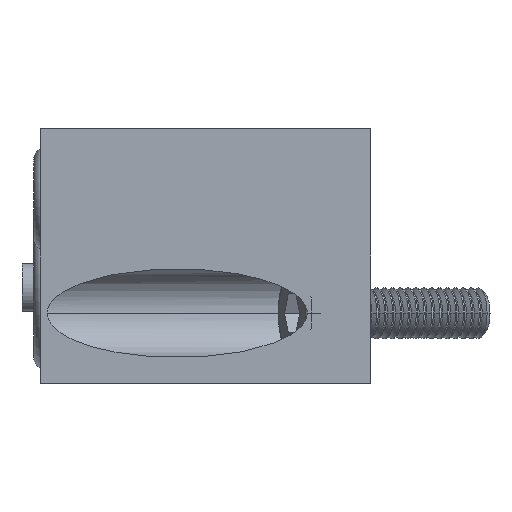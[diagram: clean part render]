
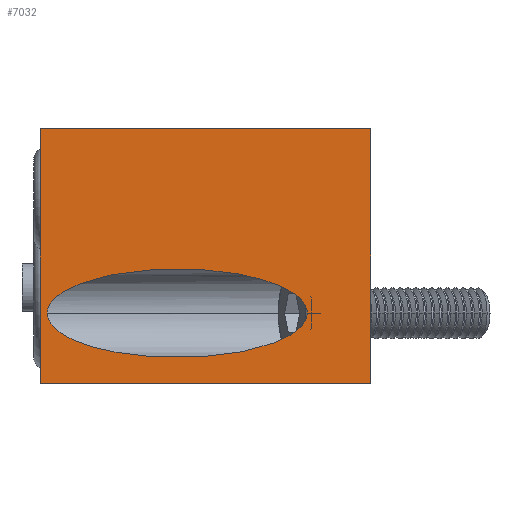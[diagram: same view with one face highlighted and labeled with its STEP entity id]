
A CAD part, left-side view. The second image highlights one B-rep face of the part: STEP entity #7032.
In plain terms, the highlighted planar face has unit normal (-1, 0, 0).
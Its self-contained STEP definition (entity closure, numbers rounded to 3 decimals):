
#205 = DIRECTION ( 'NONE',  ( 0., 0., -1. ) ) ;
#295 = LINE ( 'NONE', #7229, #6749 ) ;
#308 = CARTESIAN_POINT ( 'NONE',  ( 7.327, 41.716, 65.002 ) ) ;
#400 = ORIENTED_EDGE ( 'NONE', *, *, #4820, .F. ) ;
#760 = LINE ( 'NONE', #8765, #4141 ) ;
#1017 = ORIENTED_EDGE ( 'NONE', *, *, #8265, .F. ) ;
#1219 = DIRECTION ( 'NONE',  ( 0., 1., 0. ) ) ;
#1470 = VERTEX_POINT ( 'NONE', #2092 ) ;
#1775 = CARTESIAN_POINT ( 'NONE',  ( 7.327, 46.711, 50.502 ) ) ;
#2063 = ORIENTED_EDGE ( 'NONE', *, *, #4495, .T. ) ;
#2092 = CARTESIAN_POINT ( 'NONE',  ( 7.327, 41.716, 45.002 ) ) ;
#2108 = ORIENTED_EDGE ( 'NONE', *, *, #8618, .F. ) ;
#2584 = CARTESIAN_POINT ( 'NONE',  ( 7.327, 46.711, 50.502 ) ) ;
#2716 = CARTESIAN_POINT ( 'NONE',  ( 7.327, 67.178, 43.502 ) ) ;
#2886 = VERTEX_POINT ( 'NONE', #3054 ) ;
#2990 = ORIENTED_EDGE ( 'NONE', *, *, #8047, .T. ) ;
#3054 = CARTESIAN_POINT ( 'NONE',  ( 7.327, 41.716, 65.002 ) ) ;
#3129 = EDGE_LOOP ( 'NONE', ( #1017, #10145 ) ) ;
#3222 = CARTESIAN_POINT ( 'NONE',  ( 7.327, 41.716, 45.002 ) ) ;
#3431 = EDGE_CURVE ( 'NONE', #12170, #6973, #9053, .T. ) ;
#3451 = DIRECTION ( 'NONE',  ( 1., 0., 0. ) ) ;
#4141 = VECTOR ( 'NONE', #6776, 1000. ) ;
#4495 = EDGE_CURVE ( 'NONE', #8595, #11555, #760, .T. ) ;
#4820 = EDGE_CURVE ( 'NONE', #2886, #1470, #295, .T. ) ;
#4892 = EDGE_LOOP ( 'NONE', ( #2063, #2108, #400, #2990 ) ) ;
#5928 = AXIS2_PLACEMENT_3D ( 'NONE', #7207, #3451, #12186 ) ;
#6186 = CARTESIAN_POINT ( 'NONE',  ( 7.327, 67.178, 50.502 ) ) ;
#6213 = DIRECTION ( 'NONE',  ( 0., 1., 0. ) ) ;
#6260 = CARTESIAN_POINT ( 'NONE',  ( 7.327, 67.716, 65.002 ) ) ;
#6279 = CARTESIAN_POINT ( 'NONE',  ( 7.327, 67.178, 50.502 ) ) ;
#6363 = LINE ( 'NONE', #3222, #7103 ) ;
#6403 = FACE_OUTER_BOUND ( 'NONE', #4892, .T. ) ;
#6749 = VECTOR ( 'NONE', #205, 1000. ) ;
#6776 = DIRECTION ( 'NONE',  ( 0., 0., -1. ) ) ;
#6973 = VERTEX_POINT ( 'NONE', #6186 ) ;
#7032 = ADVANCED_FACE ( 'NONE', ( #8223, #6403 ), #8346, .F. ) ;
#7103 = VECTOR ( 'NONE', #6213, 1000. ) ;
#7207 = CARTESIAN_POINT ( 'NONE',  ( 7.327, 41.716, 45.002 ) ) ;
#7229 = CARTESIAN_POINT ( 'NONE',  ( 7.327, 41.716, 45.002 ) ) ;
#7246 = CARTESIAN_POINT ( 'NONE',  ( 7.327, 67.178, 57.502 ) ) ;
#7629 = CARTESIAN_POINT ( 'NONE',  ( 7.327, 46.711, 43.502 ) ) ;
#7746 = LINE ( 'NONE', #308, #11585 ) ;
#8047 = EDGE_CURVE ( 'NONE', #2886, #8595, #7746, .T. ) ;
#8223 = FACE_BOUND ( 'NONE', #3129, .T. ) ;
#8265 = EDGE_CURVE ( 'NONE', #6973, #12170, #9607, .T. ) ;
#8346 = PLANE ( 'NONE',  #5928 ) ;
#8396 = CARTESIAN_POINT ( 'NONE',  ( 7.327, 46.711, 50.502 ) ) ;
#8595 = VERTEX_POINT ( 'NONE', #6260 ) ;
#8618 = EDGE_CURVE ( 'NONE', #1470, #11555, #6363, .T. ) ;
#8765 = CARTESIAN_POINT ( 'NONE',  ( 7.327, 67.716, 45.002 ) ) ;
#9053 =( BOUNDED_CURVE ( )  B_SPLINE_CURVE ( 3, ( #8396, #9364, #7246, #6279 ),
 .UNSPECIFIED., .F., .F. ) 
 B_SPLINE_CURVE_WITH_KNOTS ( ( 4, 4 ),
 ( 3.142, 6.283 ),
 .UNSPECIFIED. ) 
 CURVE ( )  GEOMETRIC_REPRESENTATION_ITEM ( )  RATIONAL_B_SPLINE_CURVE ( ( 1., 0.333, 0.333, 1. ) ) 
 REPRESENTATION_ITEM ( '' )  );
#9364 = CARTESIAN_POINT ( 'NONE',  ( 7.327, 46.711, 57.502 ) ) ;
#9451 = CARTESIAN_POINT ( 'NONE',  ( 7.327, 67.178, 50.502 ) ) ;
#9607 =( BOUNDED_CURVE ( )  B_SPLINE_CURVE ( 3, ( #9451, #2716, #7629, #1775 ),
 .UNSPECIFIED., .F., .F. ) 
 B_SPLINE_CURVE_WITH_KNOTS ( ( 4, 4 ),
 ( 0., 3.142 ),
 .UNSPECIFIED. ) 
 CURVE ( )  GEOMETRIC_REPRESENTATION_ITEM ( )  RATIONAL_B_SPLINE_CURVE ( ( 1., 0.333, 0.333, 1. ) ) 
 REPRESENTATION_ITEM ( '' )  );
#10145 = ORIENTED_EDGE ( 'NONE', *, *, #3431, .F. ) ;
#11555 = VERTEX_POINT ( 'NONE', #12675 ) ;
#11585 = VECTOR ( 'NONE', #1219, 1000. ) ;
#12170 = VERTEX_POINT ( 'NONE', #2584 ) ;
#12186 = DIRECTION ( 'NONE',  ( 0., 1., 0. ) ) ;
#12675 = CARTESIAN_POINT ( 'NONE',  ( 7.327, 67.716, 45.002 ) ) ;
